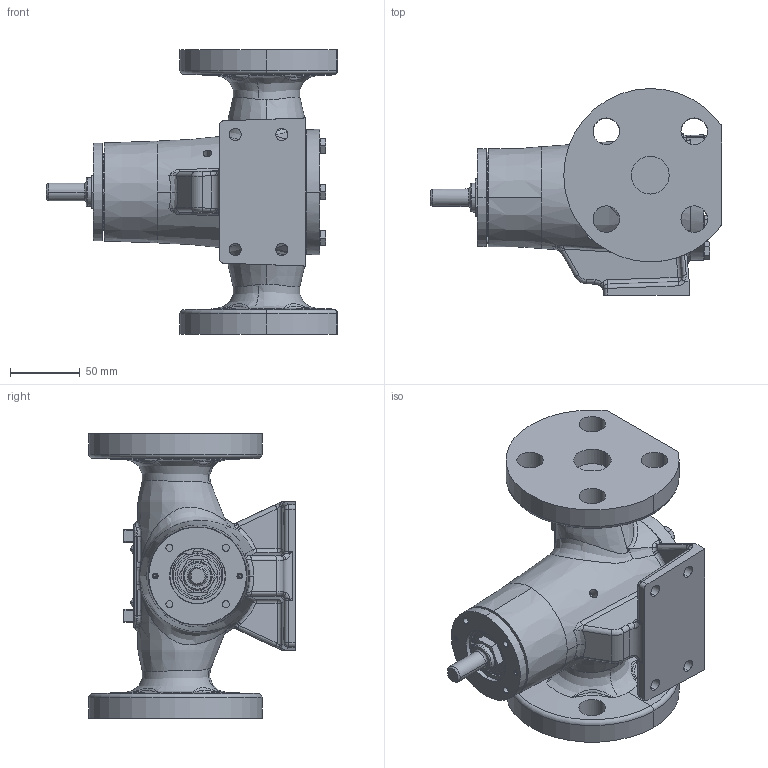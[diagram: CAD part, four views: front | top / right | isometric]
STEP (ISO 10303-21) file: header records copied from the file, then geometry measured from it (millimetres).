
FILE_DESCRIPTION (( 'STEP AP214' ), '1' );
FILE_NAME ('GV-1473.STEP', '2019-05-24T18:27:15', ( '' ), ( '' ), 'SwSTEP 2.0', 'SolidWorks 2018', '' );
FILE_SCHEMA (( 'AUTOMOTIVE_DESIGN' ));
Length unit declared in the file: inch
Products named in the file (1): GV-1473
Bounding box: 208.09 x 147.7 x 203.2 mm (x, y, z)
Volume: 1487583 mm3; surface area: 148881.9 mm2
Topology: 1 solids, 1 shells, 768 faces, 2135 edges, 1464 vertices
Faces by surface type: plane 304, cylinder 157, bspline 141, cone 125, torus 23, sphere 18
Entity records: 58580 total; most frequent: CARTESIAN_POINT 33180, ORIENTED_EDGE 4216, DIRECTION 3273, EDGE_CURVE 2108, VERTEX_POINT 1464, AXIS2_PLACEMENT_3D 1179, EDGE_LOOP 924, LINE 915
